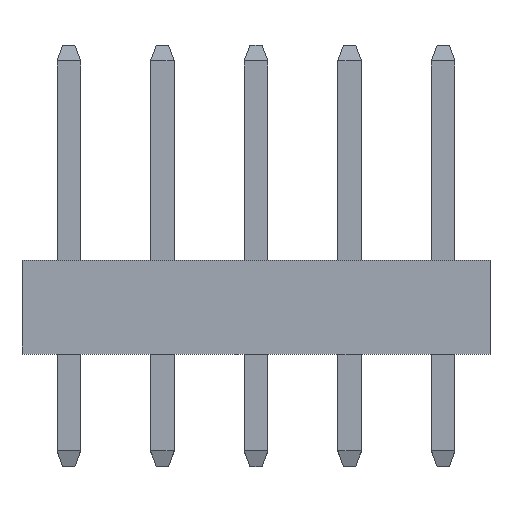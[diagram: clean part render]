
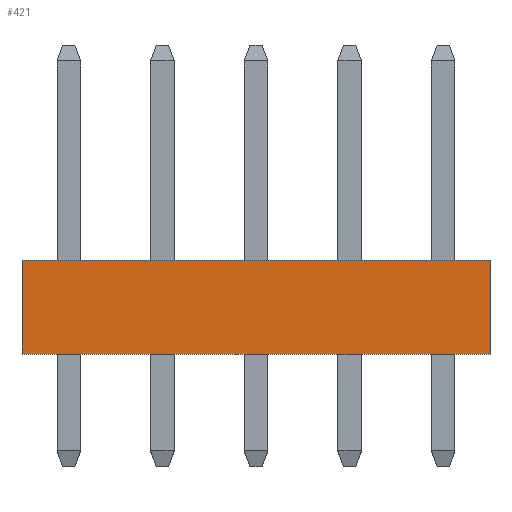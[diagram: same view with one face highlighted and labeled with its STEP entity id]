
A CAD part, top view. The second image highlights one B-rep face of the part: STEP entity #421.
In plain terms, the highlighted planar face has unit normal (0, 0, 1).
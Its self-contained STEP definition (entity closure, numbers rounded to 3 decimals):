
#155 = CARTESIAN_POINT ( 'NONE',  ( 6.35, 2.54, 2.415 ) ) ;
#224 = CARTESIAN_POINT ( 'NONE',  ( -6.35, 0., 2.415 ) ) ;
#231 = EDGE_CURVE ( 'NONE', #3489, #3540, #1750, .T. ) ;
#249 = DIRECTION ( 'NONE',  ( 0., -1., 0. ) ) ;
#421 = ADVANCED_FACE ( 'NONE', ( #3915 ), #1037, .F. ) ;
#535 = CARTESIAN_POINT ( 'NONE',  ( -6.35, 2.54, 2.415 ) ) ;
#638 = VECTOR ( 'NONE', #2501, 1000. ) ;
#653 = EDGE_LOOP ( 'NONE', ( #2673, #4673, #1363, #2347 ) ) ;
#673 = CARTESIAN_POINT ( 'NONE',  ( -6.35, 0., 2.415 ) ) ;
#834 = DIRECTION ( 'NONE',  ( 0., 0., -1. ) ) ;
#915 = VERTEX_POINT ( 'NONE', #673 ) ;
#990 = CARTESIAN_POINT ( 'NONE',  ( -6.35, 2.54, 2.415 ) ) ;
#1037 = PLANE ( 'NONE',  #2868 ) ;
#1066 = CARTESIAN_POINT ( 'NONE',  ( 6.35, 2.54, 2.415 ) ) ;
#1129 = EDGE_CURVE ( 'NONE', #3540, #4323, #5041, .T. ) ;
#1363 = ORIENTED_EDGE ( 'NONE', *, *, #231, .F. ) ;
#1467 = VECTOR ( 'NONE', #1795, 1000. ) ;
#1571 = VECTOR ( 'NONE', #249, 1000. ) ;
#1750 = LINE ( 'NONE', #3745, #638 ) ;
#1766 = CARTESIAN_POINT ( 'NONE',  ( -6.35, 2.54, 2.415 ) ) ;
#1795 = DIRECTION ( 'NONE',  ( 1., 0., 0. ) ) ;
#1820 = CARTESIAN_POINT ( 'NONE',  ( 6.35, 0., 2.415 ) ) ;
#2208 = DIRECTION ( 'NONE',  ( 0., -1., 0. ) ) ;
#2347 = ORIENTED_EDGE ( 'NONE', *, *, #4748, .T. ) ;
#2501 = DIRECTION ( 'NONE',  ( 1., 0., 0. ) ) ;
#2521 = LINE ( 'NONE', #1766, #1571 ) ;
#2630 = VECTOR ( 'NONE', #2208, 1000. ) ;
#2670 = EDGE_CURVE ( 'NONE', #915, #4323, #4912, .T. ) ;
#2673 = ORIENTED_EDGE ( 'NONE', *, *, #2670, .T. ) ;
#2868 = AXIS2_PLACEMENT_3D ( 'NONE', #990, #834, #3546 ) ;
#3489 = VERTEX_POINT ( 'NONE', #535 ) ;
#3540 = VERTEX_POINT ( 'NONE', #155 ) ;
#3546 = DIRECTION ( 'NONE',  ( -1., 0., 0. ) ) ;
#3745 = CARTESIAN_POINT ( 'NONE',  ( -6.35, 2.54, 2.415 ) ) ;
#3915 = FACE_OUTER_BOUND ( 'NONE', #653, .T. ) ;
#4323 = VERTEX_POINT ( 'NONE', #1820 ) ;
#4673 = ORIENTED_EDGE ( 'NONE', *, *, #1129, .F. ) ;
#4748 = EDGE_CURVE ( 'NONE', #3489, #915, #2521, .T. ) ;
#4912 = LINE ( 'NONE', #224, #1467 ) ;
#5041 = LINE ( 'NONE', #1066, #2630 ) ;
